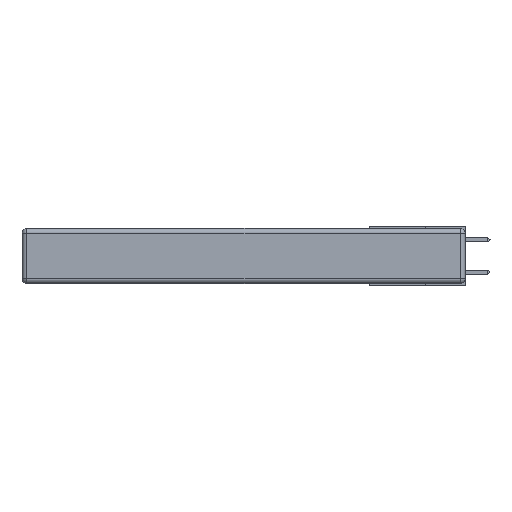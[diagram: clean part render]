
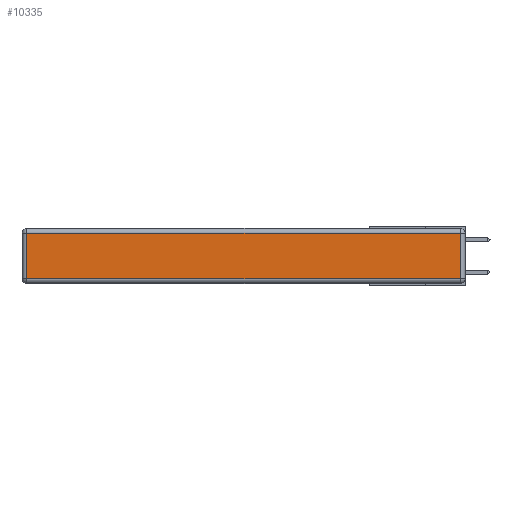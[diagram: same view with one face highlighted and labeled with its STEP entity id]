
A CAD part, left-side view. The second image highlights one B-rep face of the part: STEP entity #10335.
In plain terms, the highlighted planar face has unit normal (-1, 0, 0).
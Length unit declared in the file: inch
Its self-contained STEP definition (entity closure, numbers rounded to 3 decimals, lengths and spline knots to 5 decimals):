
#860 = VERTEX_POINT ( 'NONE', #1079 ) ;
#904 = ORIENTED_EDGE ( 'NONE', *, *, #11805, .T. ) ;
#1079 = CARTESIAN_POINT ( 'NONE',  ( 0., 0.03, -0.03 ) ) ;
#1525 = DIRECTION ( 'NONE',  ( 0., 0., 1. ) ) ;
#1869 = DIRECTION ( 'NONE',  ( 0., 1., 0. ) ) ;
#1977 = ORIENTED_EDGE ( 'NONE', *, *, #9671, .T. ) ;
#2398 = CARTESIAN_POINT ( 'NONE',  ( 0., 2.72, -0.03 ) ) ;
#3040 = DIRECTION ( 'NONE',  ( 0., -1., 0. ) ) ;
#3180 = CARTESIAN_POINT ( 'NONE',  ( 0., 0., -0.313 ) ) ;
#3805 = CARTESIAN_POINT ( 'NONE',  ( 0., 0.03, -0.313 ) ) ;
#4420 = ORIENTED_EDGE ( 'NONE', *, *, #9748, .T. ) ;
#4745 = DIRECTION ( 'NONE',  ( -1., 0., 0. ) ) ;
#4907 = CARTESIAN_POINT ( 'NONE',  ( 0., 2.75, -0.03 ) ) ;
#4928 = VERTEX_POINT ( 'NONE', #2398 ) ;
#5056 = AXIS2_PLACEMENT_3D ( 'NONE', #11983, #4745, #1525 ) ;
#5492 = VECTOR ( 'NONE', #1869, 39.37008 ) ;
#5875 = VERTEX_POINT ( 'NONE', #9434 ) ;
#5993 = VECTOR ( 'NONE', #11607, 39.37008 ) ;
#6639 = PLANE ( 'NONE',  #5056 ) ;
#7223 = LINE ( 'NONE', #3180, #13104 ) ;
#7276 = VECTOR ( 'NONE', #10686, 39.37008 ) ;
#7462 = FACE_OUTER_BOUND ( 'NONE', #11853, .T. ) ;
#7740 = LINE ( 'NONE', #9504, #5993 ) ;
#9434 = CARTESIAN_POINT ( 'NONE',  ( 0., 2.72, -0.313 ) ) ;
#9504 = CARTESIAN_POINT ( 'NONE',  ( 0., 0.03, -0.343 ) ) ;
#9671 = EDGE_CURVE ( 'NONE', #860, #4928, #11133, .T. ) ;
#9693 = CARTESIAN_POINT ( 'NONE',  ( 0., 2.72, -0.343 ) ) ;
#9748 = EDGE_CURVE ( 'NONE', #5875, #12577, #7223, .T. ) ;
#9832 = ORIENTED_EDGE ( 'NONE', *, *, #10628, .T. ) ;
#10335 = ADVANCED_FACE ( 'NONE', ( #7462 ), #6639, .T. ) ;
#10389 = LINE ( 'NONE', #9693, #7276 ) ;
#10628 = EDGE_CURVE ( 'NONE', #4928, #5875, #10389, .T. ) ;
#10686 = DIRECTION ( 'NONE',  ( 0., 0., -1. ) ) ;
#11133 = LINE ( 'NONE', #4907, #5492 ) ;
#11607 = DIRECTION ( 'NONE',  ( 0., 0., 1. ) ) ;
#11805 = EDGE_CURVE ( 'NONE', #12577, #860, #7740, .T. ) ;
#11853 = EDGE_LOOP ( 'NONE', ( #4420, #904, #1977, #9832 ) ) ;
#11983 = CARTESIAN_POINT ( 'NONE',  ( 0., 0., -0.343 ) ) ;
#12577 = VERTEX_POINT ( 'NONE', #3805 ) ;
#13104 = VECTOR ( 'NONE', #3040, 39.37008 ) ;
